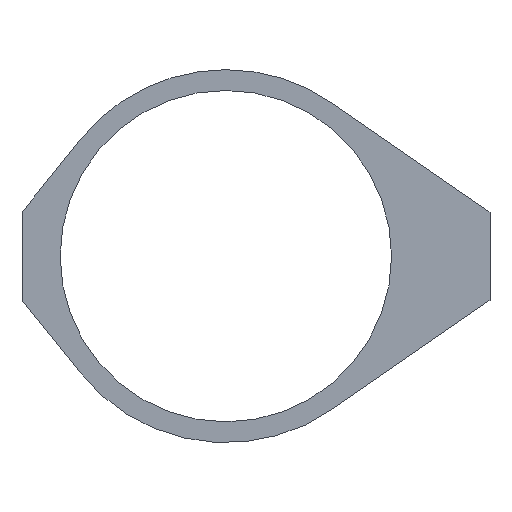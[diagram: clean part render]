
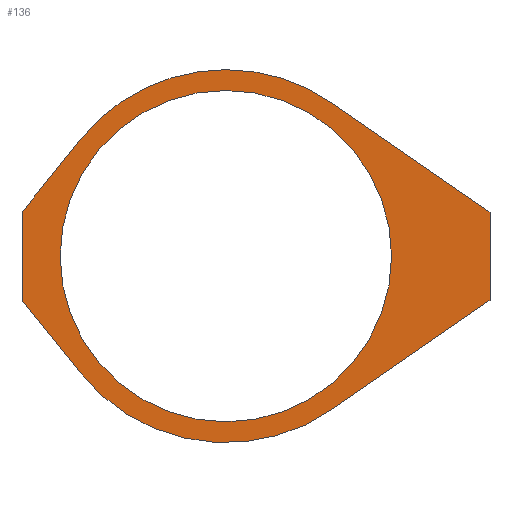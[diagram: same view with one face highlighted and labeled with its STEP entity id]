
A CAD part, left-side view. The second image highlights one B-rep face of the part: STEP entity #136.
In plain terms, the highlighted planar face has unit normal (-1, 0, 0).
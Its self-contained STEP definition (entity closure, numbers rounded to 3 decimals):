
#14 = LINE ( 'NONE', #607, #173 ) ;
#26 = CIRCLE ( 'NONE', #98, 23.9 ) ;
#30 = CARTESIAN_POINT ( 'NONE',  ( -18.303, 31.772, 73.85 ) ) ;
#32 = DIRECTION ( 'NONE',  ( 0., 0., -1. ) ) ;
#39 = CARTESIAN_POINT ( 'NONE',  ( -18.303, 2.372, 43.6 ) ) ;
#75 = CIRCLE ( 'NONE', #936, 23.9 ) ;
#78 = ORIENTED_EDGE ( 'NONE', *, *, #552, .F. ) ;
#93 = VERTEX_POINT ( 'NONE', #413 ) ;
#96 = VECTOR ( 'NONE', #240, 1000. ) ;
#98 = AXIS2_PLACEMENT_3D ( 'NONE', #292, #406, #987 ) ;
#99 = LINE ( 'NONE', #1526, #96 ) ;
#100 = CARTESIAN_POINT ( 'NONE',  ( -18.303, -35.728, 73.85 ) ) ;
#121 = VERTEX_POINT ( 'NONE', #940 ) ;
#124 = CARTESIAN_POINT ( 'NONE',  ( -18.303, 2.372, 67.5 ) ) ;
#136 = ADVANCED_FACE ( 'NONE', ( #1418, #1036 ), #587, .F. ) ;
#141 = CARTESIAN_POINT ( 'NONE',  ( -18.303, -12.933, 45.379 ) ) ;
#153 = CIRCLE ( 'NONE', #1160, 26.9 ) ;
#160 = CARTESIAN_POINT ( 'NONE',  ( -18.303, 31.772, 61.15 ) ) ;
#166 = EDGE_CURVE ( 'NONE', #1378, #828, #99, .T. ) ;
#173 = VECTOR ( 'NONE', #1410, 1000. ) ;
#203 = ORIENTED_EDGE ( 'NONE', *, *, #838, .F. ) ;
#204 = DIRECTION ( 'NONE',  ( 1., 0., 0. ) ) ;
#229 = VERTEX_POINT ( 'NONE', #30 ) ;
#231 = DIRECTION ( 'NONE',  ( 1., 0., 0. ) ) ;
#240 = DIRECTION ( 'NONE',  ( 0., 0.822, -0.569 ) ) ;
#291 = EDGE_CURVE ( 'NONE', #229, #294, #490, .T. ) ;
#292 = CARTESIAN_POINT ( 'NONE',  ( -18.303, 2.372, 67.5 ) ) ;
#294 = VERTEX_POINT ( 'NONE', #610 ) ;
#321 = VERTEX_POINT ( 'NONE', #39 ) ;
#337 = ORIENTED_EDGE ( 'NONE', *, *, #1335, .F. ) ;
#365 = ORIENTED_EDGE ( 'NONE', *, *, #291, .F. ) ;
#406 = DIRECTION ( 'NONE',  ( 1., 0., 0. ) ) ;
#413 = CARTESIAN_POINT ( 'NONE',  ( -18.303, 23.347, 50.658 ) ) ;
#438 = EDGE_CURVE ( 'NONE', #121, #321, #26, .T. ) ;
#485 = CARTESIAN_POINT ( 'NONE',  ( -18.303, 2.372, 67.5 ) ) ;
#486 = LINE ( 'NONE', #1527, #790 ) ;
#487 = ORIENTED_EDGE ( 'NONE', *, *, #1503, .F. ) ;
#488 = ORIENTED_EDGE ( 'NONE', *, *, #438, .T. ) ;
#490 = LINE ( 'NONE', #738, #1029 ) ;
#552 = EDGE_CURVE ( 'NONE', #294, #708, #1318, .T. ) ;
#587 = PLANE ( 'NONE',  #1407 ) ;
#607 = CARTESIAN_POINT ( 'NONE',  ( -18.303, 31.772, 61.15 ) ) ;
#610 = CARTESIAN_POINT ( 'NONE',  ( -18.303, 23.347, 84.342 ) ) ;
#658 = DIRECTION ( 'NONE',  ( 1., 0., 0. ) ) ;
#659 = VERTEX_POINT ( 'NONE', #994 ) ;
#696 = VERTEX_POINT ( 'NONE', #160 ) ;
#708 = VERTEX_POINT ( 'NONE', #1338 ) ;
#725 = DIRECTION ( 'NONE',  ( 0., 0., -1. ) ) ;
#738 = CARTESIAN_POINT ( 'NONE',  ( -18.303, 31.772, 73.85 ) ) ;
#770 = CARTESIAN_POINT ( 'NONE',  ( -18.303, 2.372, 67.5 ) ) ;
#790 = VECTOR ( 'NONE', #949, 1000. ) ;
#806 = DIRECTION ( 'NONE',  ( 0., 0., -1. ) ) ;
#816 = EDGE_CURVE ( 'NONE', #321, #121, #75, .T. ) ;
#828 = VERTEX_POINT ( 'NONE', #141 ) ;
#838 = EDGE_CURVE ( 'NONE', #93, #696, #14, .T. ) ;
#877 = DIRECTION ( 'NONE',  ( 0., 0., 1. ) ) ;
#911 = AXIS2_PLACEMENT_3D ( 'NONE', #1080, #1086, #32 ) ;
#916 = DIRECTION ( 'NONE',  ( 0., 0., -1. ) ) ;
#924 = EDGE_LOOP ( 'NONE', ( #78, #365, #487, #203, #1279, #1307, #337, #1423, #1397 ) ) ;
#936 = AXIS2_PLACEMENT_3D ( 'NONE', #770, #658, #725 ) ;
#940 = CARTESIAN_POINT ( 'NONE',  ( -18.303, 2.372, 91.4 ) ) ;
#949 = DIRECTION ( 'NONE',  ( 0., -0.822, -0.569 ) ) ;
#987 = DIRECTION ( 'NONE',  ( 0., 0., -1. ) ) ;
#992 = CARTESIAN_POINT ( 'NONE',  ( -18.303, 2.372, 67.5 ) ) ;
#994 = CARTESIAN_POINT ( 'NONE',  ( -18.303, -35.728, 73.85 ) ) ;
#1029 = VECTOR ( 'NONE', #1096, 1000. ) ;
#1036 = FACE_OUTER_BOUND ( 'NONE', #924, .T. ) ;
#1079 = EDGE_CURVE ( 'NONE', #708, #1305, #153, .T. ) ;
#1080 = CARTESIAN_POINT ( 'NONE',  ( -18.303, 2.372, 67.5 ) ) ;
#1086 = DIRECTION ( 'NONE',  ( 1., 0., 0. ) ) ;
#1095 = EDGE_CURVE ( 'NONE', #828, #93, #1260, .T. ) ;
#1096 = DIRECTION ( 'NONE',  ( 0., -0.626, 0.78 ) ) ;
#1134 = VECTOR ( 'NONE', #916, 1000. ) ;
#1159 = EDGE_LOOP ( 'NONE', ( #1457, #488 ) ) ;
#1160 = AXIS2_PLACEMENT_3D ( 'NONE', #992, #1474, #1326 ) ;
#1260 = CIRCLE ( 'NONE', #911, 26.9 ) ;
#1263 = VECTOR ( 'NONE', #877, 1000. ) ;
#1279 = ORIENTED_EDGE ( 'NONE', *, *, #1095, .F. ) ;
#1280 = EDGE_CURVE ( 'NONE', #1305, #659, #486, .T. ) ;
#1284 = DIRECTION ( 'NONE',  ( 0., 0., -1. ) ) ;
#1304 = LINE ( 'NONE', #100, #1134 ) ;
#1305 = VERTEX_POINT ( 'NONE', #1427 ) ;
#1307 = ORIENTED_EDGE ( 'NONE', *, *, #166, .F. ) ;
#1318 = CIRCLE ( 'NONE', #1362, 26.9 ) ;
#1326 = DIRECTION ( 'NONE',  ( 0., 0., -1. ) ) ;
#1335 = EDGE_CURVE ( 'NONE', #659, #1378, #1304, .T. ) ;
#1338 = CARTESIAN_POINT ( 'NONE',  ( -18.303, 2.372, 94.4 ) ) ;
#1362 = AXIS2_PLACEMENT_3D ( 'NONE', #124, #204, #806 ) ;
#1374 = LINE ( 'NONE', #1471, #1263 ) ;
#1378 = VERTEX_POINT ( 'NONE', #1450 ) ;
#1397 = ORIENTED_EDGE ( 'NONE', *, *, #1079, .F. ) ;
#1407 = AXIS2_PLACEMENT_3D ( 'NONE', #485, #231, #1284 ) ;
#1410 = DIRECTION ( 'NONE',  ( 0., 0.626, 0.78 ) ) ;
#1418 = FACE_BOUND ( 'NONE', #1159, .T. ) ;
#1423 = ORIENTED_EDGE ( 'NONE', *, *, #1280, .F. ) ;
#1427 = CARTESIAN_POINT ( 'NONE',  ( -18.303, -12.933, 89.621 ) ) ;
#1450 = CARTESIAN_POINT ( 'NONE',  ( -18.303, -35.728, 61.15 ) ) ;
#1457 = ORIENTED_EDGE ( 'NONE', *, *, #816, .T. ) ;
#1471 = CARTESIAN_POINT ( 'NONE',  ( -18.303, 31.772, 73.85 ) ) ;
#1474 = DIRECTION ( 'NONE',  ( 1., 0., 0. ) ) ;
#1503 = EDGE_CURVE ( 'NONE', #696, #229, #1374, .T. ) ;
#1526 = CARTESIAN_POINT ( 'NONE',  ( -18.303, -12.933, 45.379 ) ) ;
#1527 = CARTESIAN_POINT ( 'NONE',  ( -18.303, -12.933, 89.621 ) ) ;
